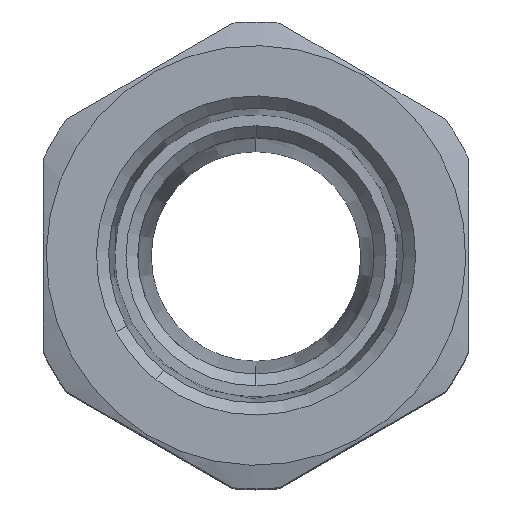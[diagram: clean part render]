
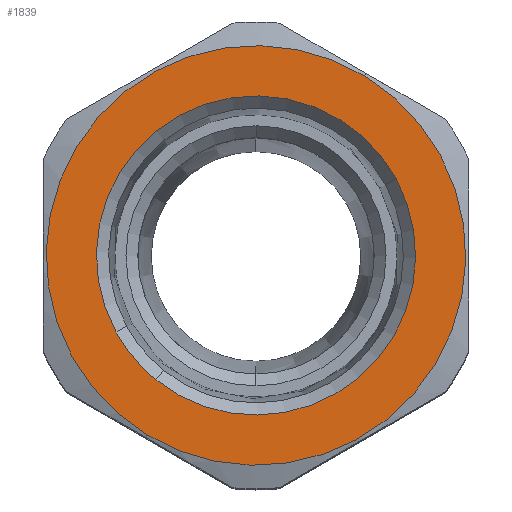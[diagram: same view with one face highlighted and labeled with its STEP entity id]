
A CAD part, top view. The second image highlights one B-rep face of the part: STEP entity #1839.
In plain terms, the highlighted planar face has unit normal (0, 0, 1).
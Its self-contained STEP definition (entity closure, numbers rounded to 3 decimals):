
#1694=AXIS2_PLACEMENT_3D('Circle Axis2P3D',#1692,#1693,$) ;
#1725=AXIS2_PLACEMENT_3D('Circle Axis2P3D',#1723,#1724,$) ;
#1807=AXIS2_PLACEMENT_3D('Plane Axis2P3D',#1804,#1805,#1806) ;
#1815=AXIS2_PLACEMENT_3D('Circle Axis2P3D',#1813,#1814,$) ;
#1824=AXIS2_PLACEMENT_3D('Circle Axis2P3D',#1822,#1823,$) ;
#1831=AXIS2_PLACEMENT_3D('Circle Axis2P3D',#1829,#1830,$) ;
#1689=CARTESIAN_POINT('Vertex',(8.765,4.592,69.75)) ;
#1692=CARTESIAN_POINT('Axis2P3D Location',(18.,19.75,69.75)) ;
#1696=CARTESIAN_POINT('Vertex',(27.235,34.908,69.75)) ;
#1723=CARTESIAN_POINT('Axis2P3D Location',(18.,19.75,69.75)) ;
#1804=CARTESIAN_POINT('Axis2P3D Location',(18.,19.75,69.75)) ;
#1813=CARTESIAN_POINT('Axis2P3D Location',(18.,19.75,69.75)) ;
#1817=CARTESIAN_POINT('Vertex',(29.847,26.222,69.75)) ;
#1819=CARTESIAN_POINT('Vertex',(6.153,13.278,69.75)) ;
#1822=CARTESIAN_POINT('Axis2P3D Location',(18.,19.75,69.75)) ;
#1826=CARTESIAN_POINT('Vertex',(9.536,9.233,69.75)) ;
#1829=CARTESIAN_POINT('Axis2P3D Location',(18.,19.75,69.75)) ;
#1693=DIRECTION('Axis2P3D Direction',(0.,0.,-1.)) ;
#1724=DIRECTION('Axis2P3D Direction',(0.,0.,-1.)) ;
#1805=DIRECTION('Axis2P3D Direction',(0.,0.,-1.)) ;
#1806=DIRECTION('Axis2P3D XDirection',(0.,-1.,0.)) ;
#1814=DIRECTION('Axis2P3D Direction',(0.,0.,-1.)) ;
#1823=DIRECTION('Axis2P3D Direction',(0.,0.,-1.)) ;
#1830=DIRECTION('Axis2P3D Direction',(0.,0.,-1.)) ;
#1810=ORIENTED_EDGE('',*,*,#1727,.T.) ;
#1811=ORIENTED_EDGE('',*,*,#1698,.T.) ;
#1835=ORIENTED_EDGE('',*,*,#1821,.F.) ;
#1836=ORIENTED_EDGE('',*,*,#1828,.F.) ;
#1837=ORIENTED_EDGE('',*,*,#1833,.F.) ;
#1838=FACE_BOUND('',#1834,.T.) ;
#1839=ADVANCED_FACE('Part1.1\\Koerper.2',(#1812,#1838),#1808,.F.) ;
#1695=CIRCLE('generated circle',#1694,17.75) ;
#1726=CIRCLE('generated circle',#1725,17.75) ;
#1816=CIRCLE('generated circle',#1815,13.5) ;
#1825=CIRCLE('generated circle',#1824,13.5) ;
#1832=CIRCLE('generated circle',#1831,13.5) ;
#1698=EDGE_CURVE('',#1697,#1690,#1695,.F.) ;
#1727=EDGE_CURVE('',#1690,#1697,#1726,.F.) ;
#1821=EDGE_CURVE('',#1818,#1820,#1816,.F.) ;
#1828=EDGE_CURVE('',#1827,#1818,#1825,.F.) ;
#1833=EDGE_CURVE('',#1820,#1827,#1832,.F.) ;
#1809=EDGE_LOOP('',(#1810,#1811)) ;
#1834=EDGE_LOOP('',(#1835,#1836,#1837)) ;
#1812=FACE_OUTER_BOUND('',#1809,.T.) ;
#1808=PLANE('',#1807) ;
#1690=VERTEX_POINT('',#1689) ;
#1697=VERTEX_POINT('',#1696) ;
#1818=VERTEX_POINT('',#1817) ;
#1820=VERTEX_POINT('',#1819) ;
#1827=VERTEX_POINT('',#1826) ;
